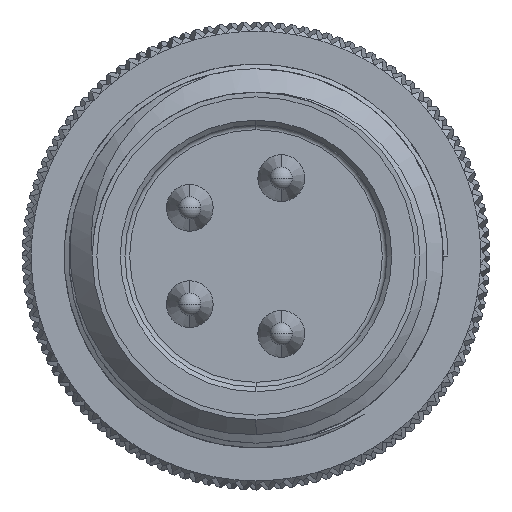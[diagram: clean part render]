
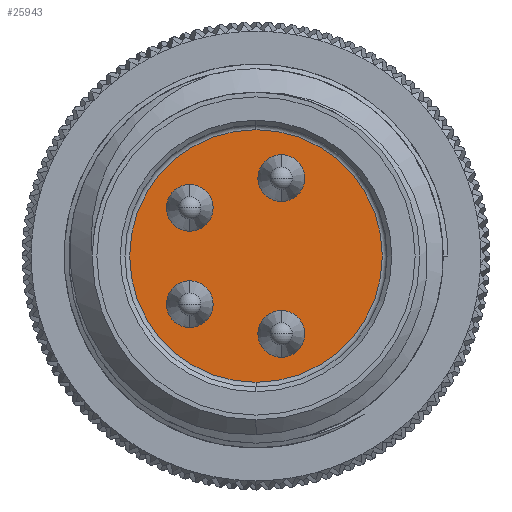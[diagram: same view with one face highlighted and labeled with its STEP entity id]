
A CAD part, left-side view. The second image highlights one B-rep face of the part: STEP entity #25943.
In plain terms, the highlighted planar face has unit normal (-1, 0, 0).
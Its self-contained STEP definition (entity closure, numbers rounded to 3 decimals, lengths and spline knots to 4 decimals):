
#728 = EDGE_CURVE ( 'NONE', #36200, #67288, #93288, .T. ) ;
#782 = EDGE_LOOP ( 'NONE', ( #87178, #66864 ) ) ;
#1333 = DIRECTION ( 'NONE',  ( 1., 0., 0. ) ) ;
#3227 = DIRECTION ( 'NONE',  ( 0., 0., -1. ) ) ;
#3691 = ORIENTED_EDGE ( 'NONE', *, *, #32553, .T. ) ;
#4426 = DIRECTION ( 'NONE',  ( 1., 0., 0. ) ) ;
#4941 = VERTEX_POINT ( 'NONE', #13855 ) ;
#6723 = AXIS2_PLACEMENT_3D ( 'NONE', #92490, #111072, #63011 ) ;
#7377 = EDGE_CURVE ( 'NONE', #54296, #115473, #27259, .T. ) ;
#8203 = EDGE_LOOP ( 'NONE', ( #73469, #95670 ) ) ;
#8367 = DIRECTION ( 'NONE',  ( 1., 0., 0. ) ) ;
#8866 = CIRCLE ( 'NONE', #80591, 2.7 ) ;
#9285 = AXIS2_PLACEMENT_3D ( 'NONE', #51244, #120479, #14006 ) ;
#12119 = CIRCLE ( 'NONE', #83870, 2.7 ) ;
#12210 = EDGE_CURVE ( 'NONE', #115473, #54296, #63987, .T. ) ;
#12588 = CARTESIAN_POINT ( 'NONE',  ( 0., 1.4158, 0.5286 ) ) ;
#13573 = CARTESIAN_POINT ( 'NONE',  ( 0., -0.5408, 1.6643 ) ) ;
#13855 = CARTESIAN_POINT ( 'NONE',  ( 0., 1.4158, -1.5286 ) ) ;
#14006 = DIRECTION ( 'NONE',  ( 0., 0., -1. ) ) ;
#17673 = CIRCLE ( 'NONE', #34088, 0.5 ) ;
#18688 = DIRECTION ( 'NONE',  ( 0., 0., -1. ) ) ;
#18968 = CARTESIAN_POINT ( 'NONE',  ( 0., 0., 0. ) ) ;
#20591 = FACE_BOUND ( 'NONE', #86714, .T. ) ;
#20864 = VERTEX_POINT ( 'NONE', #103683 ) ;
#21221 = VERTEX_POINT ( 'NONE', #30348 ) ;
#22490 = PLANE ( 'NONE',  #102278 ) ;
#24328 = DIRECTION ( 'NONE',  ( 0., 0., -1. ) ) ;
#25709 = CARTESIAN_POINT ( 'NONE',  ( 0., 1.4158, -0.5286 ) ) ;
#25943 = ADVANCED_FACE ( 'NONE', ( #49482, #88587, #32745, #20591, #78971 ), #22490, .F. ) ;
#26699 = DIRECTION ( 'NONE',  ( 0., 0., -1. ) ) ;
#27259 = CIRCLE ( 'NONE', #6723, 0.5 ) ;
#28552 = VERTEX_POINT ( 'NONE', #108287 ) ;
#30348 = CARTESIAN_POINT ( 'NONE',  ( 0., -0.5408, 1.1643 ) ) ;
#30538 = CARTESIAN_POINT ( 'NONE',  ( 0., 0., 0. ) ) ;
#32461 = EDGE_CURVE ( 'NONE', #124839, #4941, #50495, .T. ) ;
#32553 = EDGE_CURVE ( 'NONE', #69336, #21221, #17673, .T. ) ;
#32737 = CARTESIAN_POINT ( 'NONE',  ( 0., -0.5408, 1.6643 ) ) ;
#32745 = FACE_BOUND ( 'NONE', #782, .T. ) ;
#33734 = CARTESIAN_POINT ( 'NONE',  ( 0., -0.5408, 2.1643 ) ) ;
#34088 = AXIS2_PLACEMENT_3D ( 'NONE', #32737, #104965, #3227 ) ;
#36200 = VERTEX_POINT ( 'NONE', #53528 ) ;
#39378 = EDGE_CURVE ( 'NONE', #21221, #69336, #67704, .T. ) ;
#44574 = CARTESIAN_POINT ( 'NONE',  ( 0., 1.4158, 1.0286 ) ) ;
#47616 = AXIS2_PLACEMENT_3D ( 'NONE', #56041, #83641, #75881 ) ;
#49482 = FACE_OUTER_BOUND ( 'NONE', #8203, .T. ) ;
#50495 = CIRCLE ( 'NONE', #111906, 0.5 ) ;
#51244 = CARTESIAN_POINT ( 'NONE',  ( 0., -0.5408, -1.6643 ) ) ;
#51325 = AXIS2_PLACEMENT_3D ( 'NONE', #13573, #122617, #82218 ) ;
#52359 = ORIENTED_EDGE ( 'NONE', *, *, #39378, .T. ) ;
#53528 = CARTESIAN_POINT ( 'NONE',  ( 0., -0.5408, -1.1643 ) ) ;
#53793 = CIRCLE ( 'NONE', #47616, 0.5 ) ;
#54296 = VERTEX_POINT ( 'NONE', #12588 ) ;
#55813 = AXIS2_PLACEMENT_3D ( 'NONE', #44574, #8367, #86661 ) ;
#56041 = CARTESIAN_POINT ( 'NONE',  ( 0., -0.5408, -1.6643 ) ) ;
#58145 = DIRECTION ( 'NONE',  ( -1., 0., 0. ) ) ;
#58664 = ORIENTED_EDGE ( 'NONE', *, *, #7377, .T. ) ;
#63011 = DIRECTION ( 'NONE',  ( 0., 0., -1. ) ) ;
#63987 = CIRCLE ( 'NONE', #55813, 0.5 ) ;
#66864 = ORIENTED_EDGE ( 'NONE', *, *, #121379, .T. ) ;
#67288 = VERTEX_POINT ( 'NONE', #111285 ) ;
#67704 = CIRCLE ( 'NONE', #51325, 0.5 ) ;
#69336 = VERTEX_POINT ( 'NONE', #33734 ) ;
#69667 = ORIENTED_EDGE ( 'NONE', *, *, #125904, .T. ) ;
#70310 = DIRECTION ( 'NONE',  ( -1., 0., 0. ) ) ;
#73469 = ORIENTED_EDGE ( 'NONE', *, *, #90867, .T. ) ;
#73945 = ORIENTED_EDGE ( 'NONE', *, *, #12210, .T. ) ;
#75881 = DIRECTION ( 'NONE',  ( 0., 0., -1. ) ) ;
#76120 = EDGE_CURVE ( 'NONE', #20864, #28552, #12119, .T. ) ;
#78971 = FACE_BOUND ( 'NONE', #106415, .T. ) ;
#80591 = AXIS2_PLACEMENT_3D ( 'NONE', #30538, #70310, #89528 ) ;
#82218 = DIRECTION ( 'NONE',  ( 0., 0., -1. ) ) ;
#83641 = DIRECTION ( 'NONE',  ( 1., 0., 0. ) ) ;
#83870 = AXIS2_PLACEMENT_3D ( 'NONE', #18968, #58145, #26699 ) ;
#84816 = ORIENTED_EDGE ( 'NONE', *, *, #32461, .T. ) ;
#86054 = DIRECTION ( 'NONE',  ( 1., 0., 0. ) ) ;
#86609 = AXIS2_PLACEMENT_3D ( 'NONE', #122454, #4426, #24328 ) ;
#86661 = DIRECTION ( 'NONE',  ( 0., 0., -1. ) ) ;
#86714 = EDGE_LOOP ( 'NONE', ( #3691, #52359 ) ) ;
#87178 = ORIENTED_EDGE ( 'NONE', *, *, #728, .T. ) ;
#88587 = FACE_BOUND ( 'NONE', #102197, .T. ) ;
#89528 = DIRECTION ( 'NONE',  ( 0., 0., -1. ) ) ;
#90867 = EDGE_CURVE ( 'NONE', #28552, #20864, #8866, .T. ) ;
#92490 = CARTESIAN_POINT ( 'NONE',  ( 0., 1.4158, 1.0286 ) ) ;
#93288 = CIRCLE ( 'NONE', #9285, 0.5 ) ;
#95017 = CARTESIAN_POINT ( 'NONE',  ( 0., 1.4158, -1.0286 ) ) ;
#95670 = ORIENTED_EDGE ( 'NONE', *, *, #76120, .T. ) ;
#96839 = CIRCLE ( 'NONE', #86609, 0.5 ) ;
#98797 = DIRECTION ( 'NONE',  ( 0., 0., -1. ) ) ;
#100062 = CARTESIAN_POINT ( 'NONE',  ( 0., 2.8, 0. ) ) ;
#102197 = EDGE_LOOP ( 'NONE', ( #84816, #69667 ) ) ;
#102278 = AXIS2_PLACEMENT_3D ( 'NONE', #100062, #1333, #98797 ) ;
#103683 = CARTESIAN_POINT ( 'NONE',  ( 0., 0., 2.7 ) ) ;
#104965 = DIRECTION ( 'NONE',  ( 1., 0., 0. ) ) ;
#106415 = EDGE_LOOP ( 'NONE', ( #73945, #58664 ) ) ;
#108287 = CARTESIAN_POINT ( 'NONE',  ( 0., 0., -2.7 ) ) ;
#111072 = DIRECTION ( 'NONE',  ( 1., 0., 0. ) ) ;
#111285 = CARTESIAN_POINT ( 'NONE',  ( 0., -0.5408, -2.1643 ) ) ;
#111906 = AXIS2_PLACEMENT_3D ( 'NONE', #95017, #86054, #18688 ) ;
#115473 = VERTEX_POINT ( 'NONE', #122493 ) ;
#120479 = DIRECTION ( 'NONE',  ( 1., 0., 0. ) ) ;
#121379 = EDGE_CURVE ( 'NONE', #67288, #36200, #53793, .T. ) ;
#122454 = CARTESIAN_POINT ( 'NONE',  ( 0., 1.4158, -1.0286 ) ) ;
#122493 = CARTESIAN_POINT ( 'NONE',  ( 0., 1.4158, 1.5286 ) ) ;
#122617 = DIRECTION ( 'NONE',  ( 1., 0., 0. ) ) ;
#124839 = VERTEX_POINT ( 'NONE', #25709 ) ;
#125904 = EDGE_CURVE ( 'NONE', #4941, #124839, #96839, .T. ) ;
